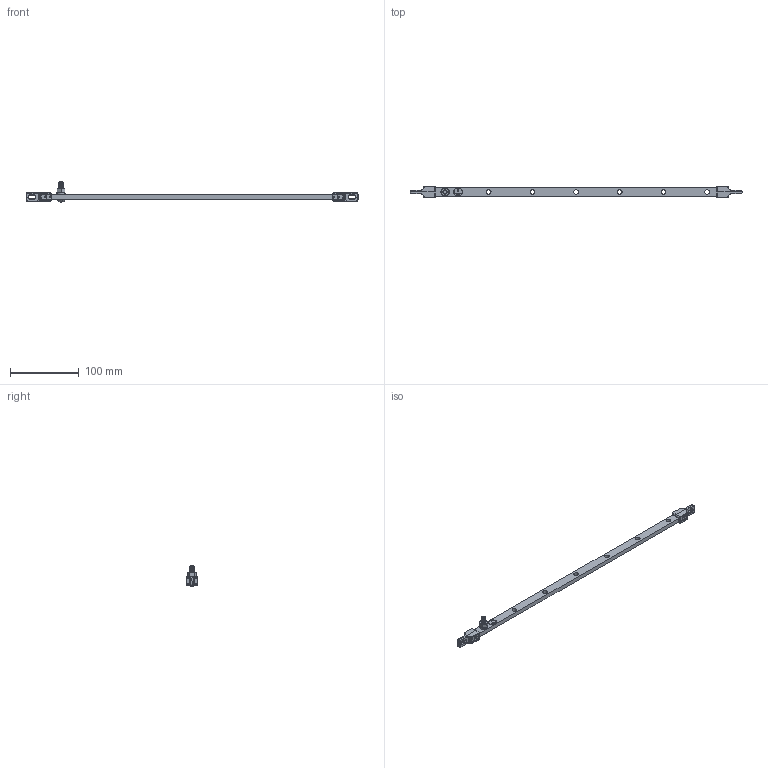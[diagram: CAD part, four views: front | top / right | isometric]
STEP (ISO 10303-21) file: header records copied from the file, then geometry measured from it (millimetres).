
FILE_DESCRIPTION (( 'STEP AP214' ), '1' );
FILE_NAME ('1101-747-E.STEP', '2019-01-24T20:56:14', ( '' ), ( '' ), 'SwSTEP 2.0', 'SolidWorks 2018', '' );
FILE_SCHEMA (( 'AUTOMOTIVE_DESIGN' ));
Length unit declared in the file: inch
Products named in the file (15): 2100-012; 1101-747-E; 2101-021; 2300-078; 5320-002; 2003-1000; 2103-030; 2103-030_Uncompressed
Assembly tree (10 placements, depth 2):
  1101-747-E
    2300-078
    5320-002  x2
    2003-1000
    2101-021
    2100-012
    2103-030_Uncompressed
  2300-078
  5320-002
  1101-747-E
    2100-012
    2101-021
    2103-030
  5320-002
Bounding box: 482.66 x 15.49 x 29.8 mm (x, y, z)
Volume: 40698.4 mm3; surface area: 24242.7 mm2
Topology: 7 solids, 7 shells, 777 faces, 1954 edges, 1159 vertices
Faces by surface type: cylinder 323, bspline 239, plane 150, cone 39, torus 24, sphere 2
Entity records: 20448 total; most frequent: CARTESIAN_POINT 10107, ORIENTED_EDGE 2330, DIRECTION 1689, EDGE_CURVE 1165, VERTEX_POINT 708, AXIS2_PLACEMENT_3D 625, EDGE_LOOP 489, ADVANCED_FACE 466
